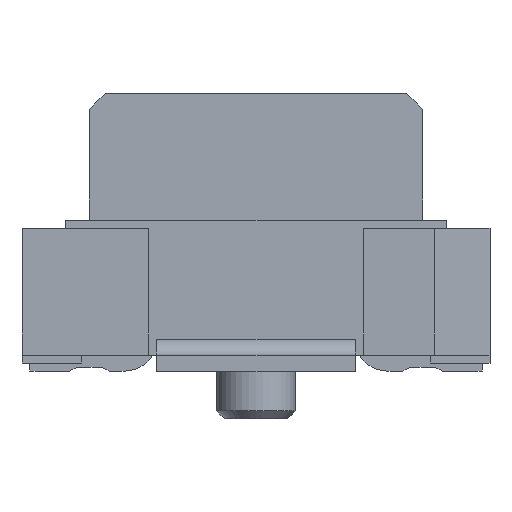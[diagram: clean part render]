
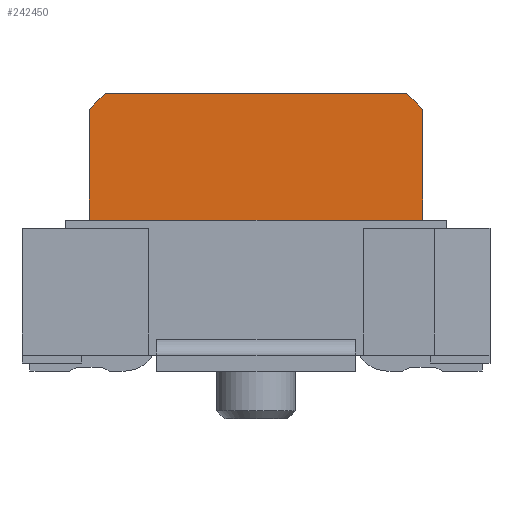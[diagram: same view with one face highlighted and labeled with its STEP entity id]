
A CAD part, front view. The second image highlights one B-rep face of the part: STEP entity #242450.
In plain terms, the highlighted planar face has unit normal (0, -1, 0).
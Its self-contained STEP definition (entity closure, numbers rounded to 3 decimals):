
#24080=CARTESIAN_POINT('',(-3.259,-19.55,3.508));
#24090=VERTEX_POINT('',#24080);
#24120=CARTESIAN_POINT('',(-6.767,-19.55,0.));
#24130=DIRECTION('',(0.707,0.,0.707));
#24140=VECTOR('',#24130,1.);
#24150=LINE('',#24120,#24140);
#24160=CARTESIAN_POINT('',(-3.459,-19.55,3.308));
#24170=VERTEX_POINT('',#24160);
#24180=EDGE_CURVE('',#24170,#24090,#24150,.T.);
#55950=CARTESIAN_POINT('',(-3.459,-19.55,1.808));
#55960=VERTEX_POINT('',#55950);
#55990=CARTESIAN_POINT('',(0.,-19.55,1.808));
#56000=DIRECTION('',(1.,0.,0.));
#56010=VECTOR('',#56000,1.);
#56020=LINE('',#55990,#56010);
#56030=CARTESIAN_POINT('',(-3.259,-19.55,1.808));
#56040=VERTEX_POINT('',#56030);
#56050=EDGE_CURVE('',#55960,#56040,#56020,.T.);
#56270=CARTESIAN_POINT('',(0.541,-19.55,1.808));
#56280=VERTEX_POINT('',#56270);
#56310=CARTESIAN_POINT('',(0.741,-19.55,1.808));
#56320=VERTEX_POINT('',#56310);
#56330=EDGE_CURVE('',#56280,#56320,#56020,.T.);
#77310=CARTESIAN_POINT('',(-1.451,-19.55,0.));
#77320=DIRECTION('',(0.707,0.,-0.707));
#77330=VECTOR('',#77320,1.);
#77340=LINE('',#77310,#77330);
#77350=CARTESIAN_POINT('',(-3.159,-19.55,1.708));
#77360=VERTEX_POINT('',#77350);
#77370=EDGE_CURVE('',#56040,#77360,#77340,.T.);
#88760=CARTESIAN_POINT('',(0.741,-19.55,0.));
#88770=DIRECTION('',(0.,0.,-1.));
#88780=VECTOR('',#88770,1.);
#88790=LINE('',#88760,#88780);
#88800=CARTESIAN_POINT('',(0.741,-19.55,3.308));
#88810=VERTEX_POINT('',#88800);
#88820=EDGE_CURVE('',#88810,#56320,#88790,.T.);
#99430=CARTESIAN_POINT('',(0.541,-19.55,3.508));
#99440=VERTEX_POINT('',#99430);
#99540=CARTESIAN_POINT('',(4.049,-19.55,0.));
#99550=DIRECTION('',(0.707,0.,-0.707));
#99560=VECTOR('',#99550,1.);
#99570=LINE('',#99540,#99560);
#99580=EDGE_CURVE('',#99440,#88810,#99570,.T.);
#106280=CARTESIAN_POINT('',(0.441,-19.55,1.708));
#106290=VERTEX_POINT('',#106280);
#106370=CARTESIAN_POINT('',(0.441,-19.55,1.308));
#106380=VERTEX_POINT('',#106370);
#106410=CARTESIAN_POINT('',(0.441,-19.55,0.));
#106420=DIRECTION('',(0.,0.,-1.));
#106430=VECTOR('',#106420,1.);
#106440=LINE('',#106410,#106430);
#106450=EDGE_CURVE('',#106290,#106380,#106440,.T.);
#135080=CARTESIAN_POINT('',(-1.267,-19.55,0.));
#135090=DIRECTION('',(0.707,0.,0.707));
#135100=VECTOR('',#135090,1.);
#135110=LINE('',#135080,#135100);
#135120=EDGE_CURVE('',#106290,#56280,#135110,.T.);
#142080=CARTESIAN_POINT('',(-3.159,-19.55,0.));
#142090=DIRECTION('',(0.,0.,1.));
#142100=VECTOR('',#142090,1.);
#142110=LINE('',#142080,#142100);
#142120=CARTESIAN_POINT('',(-3.159,-19.55,1.308));
#142130=VERTEX_POINT('',#142120);
#142140=EDGE_CURVE('',#142130,#77360,#142110,.T.);
#224960=CARTESIAN_POINT('',(0.,-19.55,1.308));
#224970=DIRECTION('',(1.,0.,0.));
#224980=VECTOR('',#224970,1.);
#224990=LINE('',#224960,#224980);
#225000=EDGE_CURVE('',#142130,#106380,#224990,.T.);
#226550=CARTESIAN_POINT('',(0.,-19.55,3.508));
#226560=DIRECTION('',(1.,0.,0.));
#226570=VECTOR('',#226560,1.);
#226580=LINE('',#226550,#226570);
#226590=EDGE_CURVE('',#24090,#99440,#226580,.T.);
#242210=CARTESIAN_POINT('',(0.741,-19.55,1.808));
#242220=DIRECTION('',(-0.,-1.,-0.));
#242230=DIRECTION('',(-1.,0.,0.));
#242240=AXIS2_PLACEMENT_3D('',#242210,#242220,#242230);
#242250=PLANE('',#242240);
#242260=ORIENTED_EDGE('',*,*,#24180,.F.);
#242270=ORIENTED_EDGE('',*,*,#226590,.F.);
#242280=ORIENTED_EDGE('',*,*,#99580,.F.);
#242290=ORIENTED_EDGE('',*,*,#88820,.F.);
#242300=ORIENTED_EDGE('',*,*,#56330,.T.);
#242310=ORIENTED_EDGE('',*,*,#135120,.T.);
#242320=ORIENTED_EDGE('',*,*,#106450,.F.);
#242330=ORIENTED_EDGE('',*,*,#225000,.T.);
#242340=ORIENTED_EDGE('',*,*,#142140,.F.);
#242350=ORIENTED_EDGE('',*,*,#77370,.T.);
#242360=ORIENTED_EDGE('',*,*,#56050,.T.);
#242370=CARTESIAN_POINT('',(-3.459,-19.55,0.));
#242380=DIRECTION('',(0.,0.,1.));
#242390=VECTOR('',#242380,1.);
#242400=LINE('',#242370,#242390);
#242410=EDGE_CURVE('',#55960,#24170,#242400,.T.);
#242420=ORIENTED_EDGE('',*,*,#242410,.F.);
#242430=EDGE_LOOP('',(#242420,#242360,#242350,#242340,#242330,#242320,
#242310,#242300,#242290,#242280,#242270,#242260));
#242440=FACE_OUTER_BOUND('',#242430,.T.);
#242450=ADVANCED_FACE('',(#242440),#242250,.T.);
